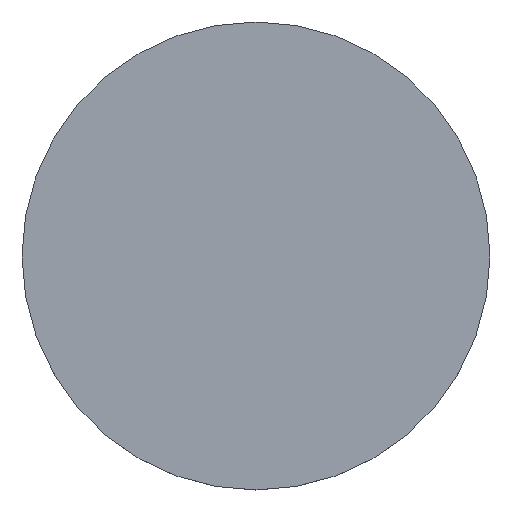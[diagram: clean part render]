
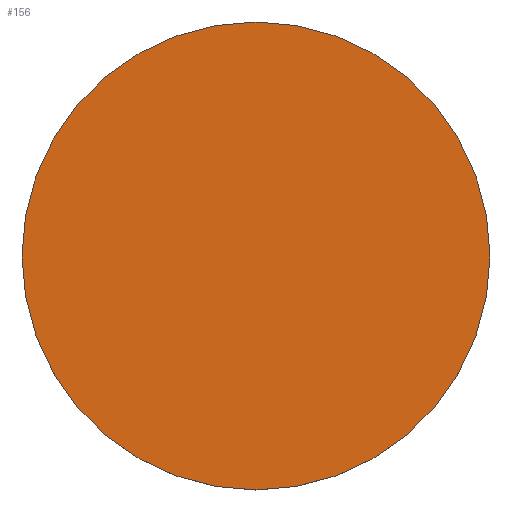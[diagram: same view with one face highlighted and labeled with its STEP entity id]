
A CAD part, top view. The second image highlights one B-rep face of the part: STEP entity #156.
In plain terms, the highlighted planar face has unit normal (0, 0, 1).
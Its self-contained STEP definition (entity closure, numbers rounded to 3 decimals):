
#8 = EDGE_CURVE ( 'NONE', #124, #25, #146, .T. ) ;
#10 = DIRECTION ( 'NONE',  ( 0., 0., 1. ) ) ;
#14 = CARTESIAN_POINT ( 'NONE',  ( 0., 0., 0.5 ) ) ;
#15 = CARTESIAN_POINT ( 'NONE',  ( 11., 0., 0.5 ) ) ;
#21 = CARTESIAN_POINT ( 'NONE',  ( 0., 0., 0.5 ) ) ;
#25 = VERTEX_POINT ( 'NONE', #15 ) ;
#28 = CARTESIAN_POINT ( 'NONE',  ( -11., 0., 0.5 ) ) ;
#31 = CIRCLE ( 'NONE', #137, 11. ) ;
#41 = DIRECTION ( 'NONE',  ( 1., 0., 0. ) ) ;
#42 = PLANE ( 'NONE',  #145 ) ;
#72 = FACE_OUTER_BOUND ( 'NONE', #119, .T. ) ;
#78 = AXIS2_PLACEMENT_3D ( 'NONE', #14, #10, #41 ) ;
#85 = ORIENTED_EDGE ( 'NONE', *, *, #8, .T. ) ;
#99 = DIRECTION ( 'NONE',  ( 1., 0., 0. ) ) ;
#116 = DIRECTION ( 'NONE',  ( 0., 0., 1. ) ) ;
#119 = EDGE_LOOP ( 'NONE', ( #85, #161 ) ) ;
#124 = VERTEX_POINT ( 'NONE', #28 ) ;
#130 = DIRECTION ( 'NONE',  ( 0., 0., 1. ) ) ;
#137 = AXIS2_PLACEMENT_3D ( 'NONE', #138, #116, #169 ) ;
#138 = CARTESIAN_POINT ( 'NONE',  ( 0., 0., 0.5 ) ) ;
#145 = AXIS2_PLACEMENT_3D ( 'NONE', #21, #130, #99 ) ;
#146 = CIRCLE ( 'NONE', #78, 11. ) ;
#156 = ADVANCED_FACE ( 'NONE', ( #72 ), #42, .T. ) ;
#161 = ORIENTED_EDGE ( 'NONE', *, *, #170, .T. ) ;
#169 = DIRECTION ( 'NONE',  ( 1., 0., 0. ) ) ;
#170 = EDGE_CURVE ( 'NONE', #25, #124, #31, .T. ) ;
